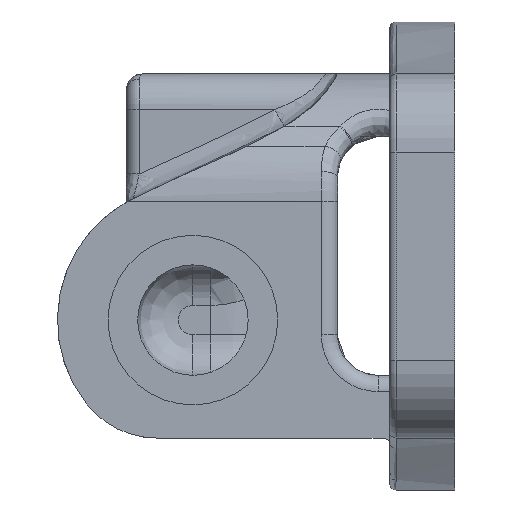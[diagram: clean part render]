
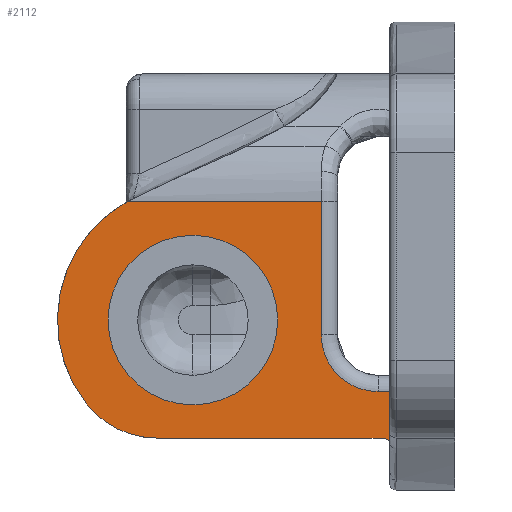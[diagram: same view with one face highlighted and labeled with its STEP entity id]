
A CAD part, left-side view. The second image highlights one B-rep face of the part: STEP entity #2112.
In plain terms, the highlighted planar face has unit normal (-1, 0, 0).
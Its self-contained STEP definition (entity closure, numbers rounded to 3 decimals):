
#22=FACE_BOUND('',#333,.T.);
#133=PLANE('',#2296);
#201=FACE_OUTER_BOUND('',#332,.T.);
#332=EDGE_LOOP('',(#1548,#1549,#1550,#1551,#1552,#1553,#1554,#1555,#1556));
#333=EDGE_LOOP('',(#1557));
#491=LINE('',#3212,#645);
#492=LINE('',#3224,#646);
#500=LINE('',#3445,#654);
#502=LINE('',#3461,#656);
#503=LINE('',#3464,#657);
#645=VECTOR('',#2584,10.);
#646=VECTOR('',#2599,10.);
#654=VECTOR('',#2639,10.);
#656=VECTOR('',#2649,10.);
#657=VECTOR('',#2652,10.);
#775=CIRCLE('',#2275,8.75);
#788=CIRCLE('',#2297,20.836);
#789=CIRCLE('',#2298,13.75);
#790=CIRCLE('',#2299,1.);
#791=CIRCLE('',#2300,13.05);
#912=VERTEX_POINT('',#3209);
#913=VERTEX_POINT('',#3211);
#915=VERTEX_POINT('',#3216);
#917=VERTEX_POINT('',#3222);
#934=VERTEX_POINT('',#3440);
#936=VERTEX_POINT('',#3456);
#937=VERTEX_POINT('',#3458);
#938=VERTEX_POINT('',#3460);
#939=VERTEX_POINT('',#3462);
#940=VERTEX_POINT('',#3465);
#1131=EDGE_CURVE('',#912,#913,#491,.T.);
#1134=EDGE_CURVE('',#915,#912,#775,.T.);
#1137=EDGE_CURVE('',#917,#915,#492,.T.);
#1166=EDGE_CURVE('',#934,#917,#500,.T.);
#1169=EDGE_CURVE('',#934,#936,#788,.T.);
#1170=EDGE_CURVE('',#937,#936,#789,.T.);
#1171=EDGE_CURVE('',#938,#937,#502,.T.);
#1172=EDGE_CURVE('',#939,#938,#790,.T.);
#1173=EDGE_CURVE('',#913,#939,#503,.T.);
#1174=EDGE_CURVE('',#940,#940,#791,.T.);
#1548=ORIENTED_EDGE('',*,*,#1137,.F.);
#1549=ORIENTED_EDGE('',*,*,#1166,.F.);
#1550=ORIENTED_EDGE('',*,*,#1169,.T.);
#1551=ORIENTED_EDGE('',*,*,#1170,.F.);
#1552=ORIENTED_EDGE('',*,*,#1171,.F.);
#1553=ORIENTED_EDGE('',*,*,#1172,.F.);
#1554=ORIENTED_EDGE('',*,*,#1173,.F.);
#1555=ORIENTED_EDGE('',*,*,#1131,.F.);
#1556=ORIENTED_EDGE('',*,*,#1134,.F.);
#1557=ORIENTED_EDGE('',*,*,#1174,.T.);
#2112=ADVANCED_FACE('',(#201,#22),#133,.T.);
#2275=AXIS2_PLACEMENT_3D('',#3218,#2591,#2592);
#2296=AXIS2_PLACEMENT_3D('',#3455,#2643,#2644);
#2297=AXIS2_PLACEMENT_3D('',#3457,#2645,#2646);
#2298=AXIS2_PLACEMENT_3D('',#3459,#2647,#2648);
#2299=AXIS2_PLACEMENT_3D('',#3463,#2650,#2651);
#2300=AXIS2_PLACEMENT_3D('',#3466,#2653,#2654);
#2584=DIRECTION('',(0.,-1.,0.));
#2591=DIRECTION('center_axis',(-1.,0.,0.));
#2592=DIRECTION('ref_axis',(0.,0.707,-0.707));
#2599=DIRECTION('',(0.,0.,-1.));
#2639=DIRECTION('',(0.,-1.,0.));
#2643=DIRECTION('center_axis',(-1.,0.,0.));
#2644=DIRECTION('ref_axis',(0.,0.,1.));
#2645=DIRECTION('center_axis',(-1.,0.,0.));
#2646=DIRECTION('ref_axis',(0.,0.,-1.));
#2647=DIRECTION('center_axis',(1.,0.,0.));
#2648=DIRECTION('ref_axis',(0.,0.436,-0.9));
#2649=DIRECTION('',(0.,1.,0.));
#2650=DIRECTION('center_axis',(-1.,0.,0.));
#2651=DIRECTION('ref_axis',(0.,-0.707,0.707));
#2652=DIRECTION('',(0.,0.,-1.));
#2653=DIRECTION('center_axis',(1.,0.,0.));
#2654=DIRECTION('ref_axis',(0.,0.,1.));
#3209=CARTESIAN_POINT('',(-34.,28.25,-20.86));
#3211=CARTESIAN_POINT('',(-34.,26.5,-20.86));
#3212=CARTESIAN_POINT('',(-34.,30.5,-20.86));
#3216=CARTESIAN_POINT('',(-34.,37.,-12.11));
#3218=CARTESIAN_POINT('Origin',(-34.,28.25,-12.11));
#3222=CARTESIAN_POINT('',(-34.,37.,8.44));
#3224=CARTESIAN_POINT('',(-34.,37.,-7.945));
#3440=CARTESIAN_POINT('',(-34.,66.712,8.44));
#3445=CARTESIAN_POINT('',(-34.,26.5,8.44));
#3455=CARTESIAN_POINT('Origin',(-34.,26.5,-28.));
#3456=CARTESIAN_POINT('',(-34.,73.105,-22.769));
#3457=CARTESIAN_POINT('Origin',(-34.,56.75,-9.86));
#3458=CARTESIAN_POINT('',(-34.,62.312,-28.));
#3459=CARTESIAN_POINT('Origin',(-34.,62.312,-14.25));
#3460=CARTESIAN_POINT('',(-34.,27.5,-28.));
#3461=CARTESIAN_POINT('',(-34.,26.5,-28.));
#3462=CARTESIAN_POINT('',(-34.,26.5,-29.));
#3463=CARTESIAN_POINT('Origin',(-34.,27.5,-29.));
#3464=CARTESIAN_POINT('',(-34.,26.5,-14.));
#3465=CARTESIAN_POINT('',(-34.,56.75,-22.91));
#3466=CARTESIAN_POINT('Origin',(-34.,56.75,-9.86));
